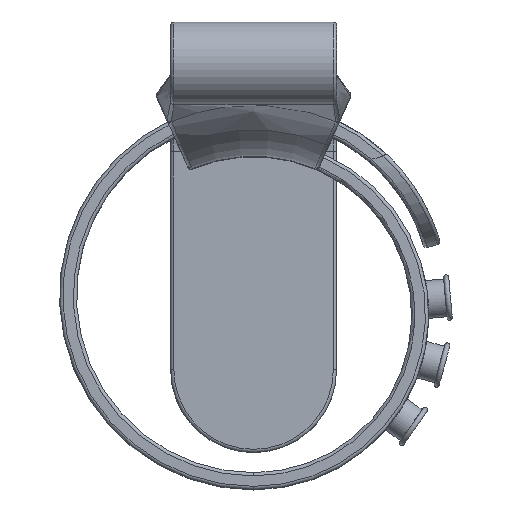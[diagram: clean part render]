
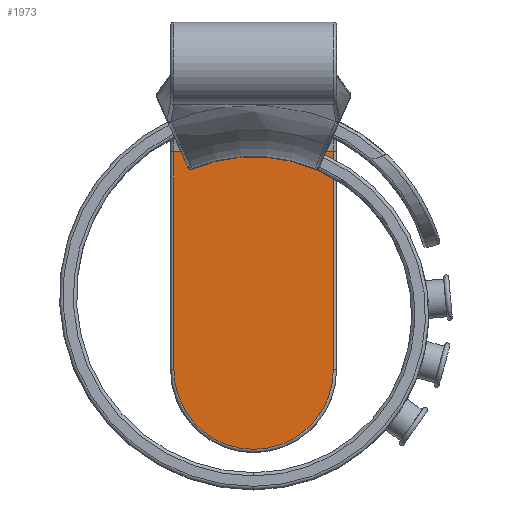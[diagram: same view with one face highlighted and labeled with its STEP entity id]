
A CAD part, top view. The second image highlights one B-rep face of the part: STEP entity #1973.
In plain terms, the highlighted planar face has unit normal (0, 0, 1).
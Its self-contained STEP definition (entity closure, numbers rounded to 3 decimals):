
#132=LINE('',#8357,#226);
#133=LINE('',#8365,#227);
#146=LINE('',#8728,#240);
#226=VECTOR('',#2534,10.);
#227=VECTOR('',#2545,10.);
#240=VECTOR('',#2634,10.);
#503=FACE_OUTER_BOUND('',#639,.T.);
#639=EDGE_LOOP('',(#1692,#1693,#1694,#1695));
#743=CIRCLE('',#2141,6.1);
#923=VERTEX_POINT('',#8351);
#924=VERTEX_POINT('',#8355);
#925=VERTEX_POINT('',#8359);
#926=VERTEX_POINT('',#8363);
#1173=EDGE_CURVE('',#924,#923,#132,.T.);
#1175=EDGE_CURVE('',#925,#924,#743,.T.);
#1177=EDGE_CURVE('',#926,#925,#133,.T.);
#1227=EDGE_CURVE('',#923,#926,#146,.T.);
#1692=ORIENTED_EDGE('',*,*,#1173,.F.);
#1693=ORIENTED_EDGE('',*,*,#1175,.F.);
#1694=ORIENTED_EDGE('',*,*,#1177,.F.);
#1695=ORIENTED_EDGE('',*,*,#1227,.F.);
#1870=PLANE('',#2181);
#1973=ADVANCED_FACE('',(#503),#1870,.T.);
#2141=AXIS2_PLACEMENT_3D('',#8361,#2539,#2540);
#2181=AXIS2_PLACEMENT_3D('',#8727,#2632,#2633);
#2534=DIRECTION('',(0.,1.,0.));
#2539=DIRECTION('center_axis',(0.,0.,-1.));
#2540=DIRECTION('ref_axis',(0.,-1.,0.));
#2545=DIRECTION('',(0.,-1.,0.));
#2632=DIRECTION('center_axis',(0.,0.,1.));
#2633=DIRECTION('ref_axis',(0.,-1.,0.));
#2634=DIRECTION('',(1.,0.,0.));
#8351=CARTESIAN_POINT('',(-6.1,-3.5,-41.5));
#8355=CARTESIAN_POINT('',(-6.1,-20.15,-41.5));
#8357=CARTESIAN_POINT('',(-6.1,-5.05,-41.5));
#8359=CARTESIAN_POINT('',(6.1,-20.15,-41.5));
#8361=CARTESIAN_POINT('Origin',(0.,-20.15,-41.5));
#8363=CARTESIAN_POINT('',(6.1,-3.5,-41.5));
#8365=CARTESIAN_POINT('',(6.1,-5.05,-41.5));
#8727=CARTESIAN_POINT('Origin',(0.,0.,-41.5));
#8728=CARTESIAN_POINT('',(0.,-3.5,-41.5));
